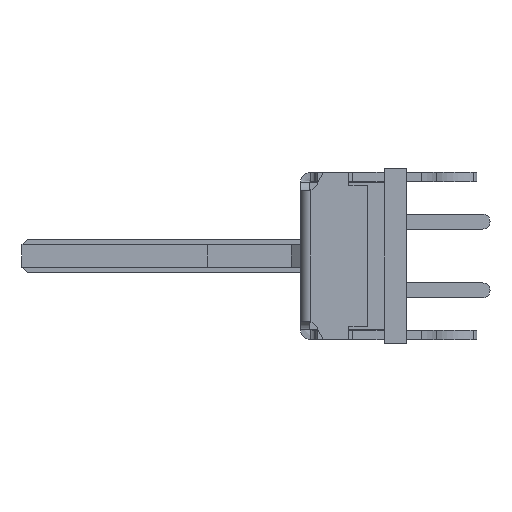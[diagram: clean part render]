
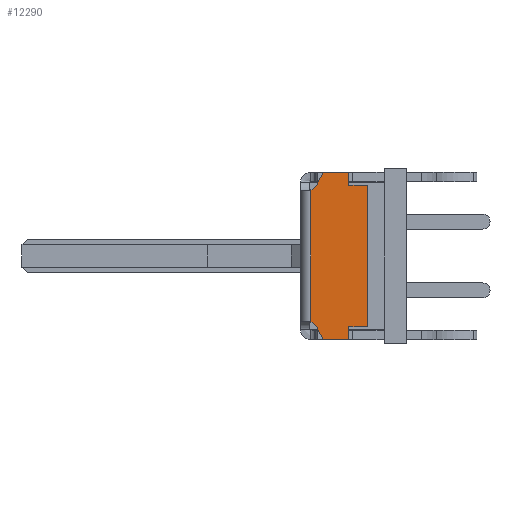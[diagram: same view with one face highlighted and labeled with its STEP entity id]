
A CAD part, left-side view. The second image highlights one B-rep face of the part: STEP entity #12290.
In plain terms, the highlighted planar face has unit normal (-1, 0, 0).
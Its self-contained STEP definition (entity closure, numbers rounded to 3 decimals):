
#35 = CARTESIAN_POINT ( 'NONE',  ( -37.5, 3.9, -4.5 ) ) ;
#165 = ORIENTED_EDGE ( 'NONE', *, *, #1408, .F. ) ;
#239 = VECTOR ( 'NONE', #8263, 1000. ) ;
#259 = ORIENTED_EDGE ( 'NONE', *, *, #1092, .F. ) ;
#342 = VERTEX_POINT ( 'NONE', #12934 ) ;
#415 = EDGE_CURVE ( 'NONE', #569, #10262, #3607, .T. ) ;
#422 = CARTESIAN_POINT ( 'NONE',  ( -37.5, 4.726, -4.726 ) ) ;
#426 = CARTESIAN_POINT ( 'NONE',  ( -37.5, 6.221, 4.15 ) ) ;
#485 = CARTESIAN_POINT ( 'NONE',  ( -37.5, 2.9, 0. ) ) ;
#569 = VERTEX_POINT ( 'NONE', #2778 ) ;
#858 = ORIENTED_EDGE ( 'NONE', *, *, #1824, .T. ) ;
#863 = CARTESIAN_POINT ( 'NONE',  ( -37.5, 2.9, -3.8 ) ) ;
#972 = LINE ( 'NONE', #2313, #10459 ) ;
#981 = VERTEX_POINT ( 'NONE', #13761 ) ;
#1092 = EDGE_CURVE ( 'NONE', #11595, #2357, #9392, .T. ) ;
#1246 = VECTOR ( 'NONE', #9534, 1000. ) ;
#1266 = CARTESIAN_POINT ( 'NONE',  ( -37.5, 3.9, -3.8 ) ) ;
#1299 = DIRECTION ( 'NONE',  ( 1., 0., 0. ) ) ;
#1387 = CARTESIAN_POINT ( 'NONE',  ( -37.5, 5.569, 3.929 ) ) ;
#1408 = EDGE_CURVE ( 'NONE', #342, #4403, #10580, .T. ) ;
#1673 = CARTESIAN_POINT ( 'NONE',  ( -37.5, 3.9, 3.8 ) ) ;
#1824 = EDGE_CURVE ( 'NONE', #3631, #7370, #8515, .T. ) ;
#2313 = CARTESIAN_POINT ( 'NONE',  ( -37.5, 4.726, 4.726 ) ) ;
#2357 = VERTEX_POINT ( 'NONE', #4960 ) ;
#2466 = EDGE_CURVE ( 'NONE', #342, #8047, #3858, .T. ) ;
#2507 = CARTESIAN_POINT ( 'NONE',  ( -37.5, 5.95, 3.559 ) ) ;
#2710 = VERTEX_POINT ( 'NONE', #4506 ) ;
#2722 = EDGE_CURVE ( 'NONE', #981, #4403, #6643, .T. ) ;
#2726 = AXIS2_PLACEMENT_3D ( 'NONE', #11393, #5090, #9403 ) ;
#2764 = ORIENTED_EDGE ( 'NONE', *, *, #4948, .T. ) ;
#2778 = CARTESIAN_POINT ( 'NONE',  ( -37.5, 5.691, -3.761 ) ) ;
#2780 = ORIENTED_EDGE ( 'NONE', *, *, #415, .T. ) ;
#2879 = EDGE_CURVE ( 'NONE', #2974, #10262, #11946, .T. ) ;
#2974 = VERTEX_POINT ( 'NONE', #4642 ) ;
#2976 = ORIENTED_EDGE ( 'NONE', *, *, #2879, .F. ) ;
#3304 = DIRECTION ( 'NONE',  ( 0., -1., 0. ) ) ;
#3491 = VECTOR ( 'NONE', #12976, 1000. ) ;
#3607 = CIRCLE ( 'NONE', #12177, 0.65 ) ;
#3631 = VERTEX_POINT ( 'NONE', #1387 ) ;
#3858 = CIRCLE ( 'NONE', #2726, 0.65 ) ;
#4024 = CARTESIAN_POINT ( 'NONE',  ( -37.5, 3.9, 4.5 ) ) ;
#4102 = CARTESIAN_POINT ( 'NONE',  ( -37.5, 5.283, 4.5 ) ) ;
#4293 = EDGE_LOOP ( 'NONE', ( #2976, #12660, #11883, #5552, #5655, #11455, #11115, #259, #11958, #858, #12242, #12605, #165, #5241, #2764, #2780 ) ) ;
#4309 = CARTESIAN_POINT ( 'NONE',  ( -37.5, 3.9, -4.5 ) ) ;
#4403 = VERTEX_POINT ( 'NONE', #2507 ) ;
#4465 = DIRECTION ( 'NONE',  ( 0., 1., 0. ) ) ;
#4506 = CARTESIAN_POINT ( 'NONE',  ( -37.5, 3.9, 3.8 ) ) ;
#4585 = EDGE_CURVE ( 'NONE', #2710, #10135, #8554, .T. ) ;
#4642 = CARTESIAN_POINT ( 'NONE',  ( -37.5, 5.283, -4.5 ) ) ;
#4718 = LINE ( 'NONE', #422, #5850 ) ;
#4765 = EDGE_CURVE ( 'NONE', #3631, #11595, #13563, .T. ) ;
#4848 = VERTEX_POINT ( 'NONE', #8322 ) ;
#4948 = EDGE_CURVE ( 'NONE', #8047, #569, #4718, .T. ) ;
#4960 = CARTESIAN_POINT ( 'NONE',  ( -37.5, 3.9, 4.5 ) ) ;
#5090 = DIRECTION ( 'NONE',  ( 1., 0., 0. ) ) ;
#5241 = ORIENTED_EDGE ( 'NONE', *, *, #2466, .T. ) ;
#5552 = ORIENTED_EDGE ( 'NONE', *, *, #7478, .F. ) ;
#5655 = ORIENTED_EDGE ( 'NONE', *, *, #8844, .F. ) ;
#5850 = VECTOR ( 'NONE', #12013, 1000. ) ;
#5897 = DIRECTION ( 'NONE',  ( 0., 0., -1. ) ) ;
#5986 = LINE ( 'NONE', #10296, #10640 ) ;
#6280 = CARTESIAN_POINT ( 'NONE',  ( -37.5, 5.283, -4.5 ) ) ;
#6334 = AXIS2_PLACEMENT_3D ( 'NONE', #11854, #7658, #3304 ) ;
#6359 = LINE ( 'NONE', #863, #1246 ) ;
#6395 = PLANE ( 'NONE',  #6334 ) ;
#6422 = CARTESIAN_POINT ( 'NONE',  ( -37.5, 5.95, 0. ) ) ;
#6643 = CIRCLE ( 'NONE', #12736, 0.65 ) ;
#6700 = DIRECTION ( 'NONE',  ( 1., 0., 0. ) ) ;
#6838 = DIRECTION ( 'NONE',  ( 0., 0., -1. ) ) ;
#7002 = CARTESIAN_POINT ( 'NONE',  ( -37.5, 5.283, 4.5 ) ) ;
#7008 = EDGE_CURVE ( 'NONE', #2357, #2710, #13311, .T. ) ;
#7032 = DIRECTION ( 'NONE',  ( 0., 0., -1. ) ) ;
#7370 = VERTEX_POINT ( 'NONE', #8265 ) ;
#7478 = EDGE_CURVE ( 'NONE', #4848, #10551, #6359, .T. ) ;
#7494 = EDGE_CURVE ( 'NONE', #10106, #2974, #9462, .T. ) ;
#7638 = CARTESIAN_POINT ( 'NONE',  ( -37.5, 2.9, 3.8 ) ) ;
#7658 = DIRECTION ( 'NONE',  ( -1., 0., 0. ) ) ;
#7672 = DIRECTION ( 'NONE',  ( 0., 0.707, -0.707 ) ) ;
#7882 = LINE ( 'NONE', #485, #9060 ) ;
#8047 = VERTEX_POINT ( 'NONE', #9065 ) ;
#8263 = DIRECTION ( 'NONE',  ( 0., -0.449, 0.894 ) ) ;
#8265 = CARTESIAN_POINT ( 'NONE',  ( -37.5, 5.691, 3.761 ) ) ;
#8322 = CARTESIAN_POINT ( 'NONE',  ( -37.5, 2.9, -3.8 ) ) ;
#8515 = CIRCLE ( 'NONE', #9645, 0.65 ) ;
#8554 = LINE ( 'NONE', #7638, #10839 ) ;
#8844 = EDGE_CURVE ( 'NONE', #10135, #4848, #7882, .T. ) ;
#8889 = DIRECTION ( 'NONE',  ( 0., 1., 0. ) ) ;
#8919 = CARTESIAN_POINT ( 'NONE',  ( -37.5, 6.15, -4.221 ) ) ;
#9060 = VECTOR ( 'NONE', #6838, 1000. ) ;
#9065 = CARTESIAN_POINT ( 'NONE',  ( -37.5, 5.761, -3.691 ) ) ;
#9392 = LINE ( 'NONE', #4024, #9967 ) ;
#9403 = DIRECTION ( 'NONE',  ( 0., 1., 0. ) ) ;
#9462 = LINE ( 'NONE', #4309, #10932 ) ;
#9478 = DIRECTION ( 'NONE',  ( 1., 0., 0. ) ) ;
#9534 = DIRECTION ( 'NONE',  ( 0., 1., 0. ) ) ;
#9625 = DIRECTION ( 'NONE',  ( 0., -1., 0. ) ) ;
#9645 = AXIS2_PLACEMENT_3D ( 'NONE', #13857, #9478, #11619 ) ;
#9722 = EDGE_CURVE ( 'NONE', #7370, #981, #972, .T. ) ;
#9967 = VECTOR ( 'NONE', #13905, 1000. ) ;
#10106 = VERTEX_POINT ( 'NONE', #35 ) ;
#10135 = VERTEX_POINT ( 'NONE', #10835 ) ;
#10262 = VERTEX_POINT ( 'NONE', #12535 ) ;
#10296 = CARTESIAN_POINT ( 'NONE',  ( -37.5, 3.9, -3.8 ) ) ;
#10459 = VECTOR ( 'NONE', #7672, 1000. ) ;
#10551 = VERTEX_POINT ( 'NONE', #1266 ) ;
#10580 = LINE ( 'NONE', #6422, #13233 ) ;
#10640 = VECTOR ( 'NONE', #5897, 1000. ) ;
#10835 = CARTESIAN_POINT ( 'NONE',  ( -37.5, 2.9, 3.8 ) ) ;
#10839 = VECTOR ( 'NONE', #9625, 1000. ) ;
#10932 = VECTOR ( 'NONE', #12586, 1000. ) ;
#11115 = ORIENTED_EDGE ( 'NONE', *, *, #7008, .F. ) ;
#11172 = VECTOR ( 'NONE', #7032, 1000. ) ;
#11393 = CARTESIAN_POINT ( 'NONE',  ( -37.5, 6.221, -4.15 ) ) ;
#11455 = ORIENTED_EDGE ( 'NONE', *, *, #4585, .F. ) ;
#11586 = DIRECTION ( 'NONE',  ( 0., 0., 1. ) ) ;
#11595 = VERTEX_POINT ( 'NONE', #4102 ) ;
#11619 = DIRECTION ( 'NONE',  ( 0., 1., 0. ) ) ;
#11854 = CARTESIAN_POINT ( 'NONE',  ( -37.5, 0., 0. ) ) ;
#11883 = ORIENTED_EDGE ( 'NONE', *, *, #13042, .F. ) ;
#11946 = LINE ( 'NONE', #6280, #3491 ) ;
#11958 = ORIENTED_EDGE ( 'NONE', *, *, #4765, .F. ) ;
#12013 = DIRECTION ( 'NONE',  ( 0., -0.707, -0.707 ) ) ;
#12177 = AXIS2_PLACEMENT_3D ( 'NONE', #8919, #1299, #4465 ) ;
#12242 = ORIENTED_EDGE ( 'NONE', *, *, #9722, .T. ) ;
#12290 = ADVANCED_FACE ( 'NONE', ( #13024 ), #6395, .T. ) ;
#12535 = CARTESIAN_POINT ( 'NONE',  ( -37.5, 5.569, -3.929 ) ) ;
#12586 = DIRECTION ( 'NONE',  ( 0., 1., 0. ) ) ;
#12605 = ORIENTED_EDGE ( 'NONE', *, *, #2722, .T. ) ;
#12660 = ORIENTED_EDGE ( 'NONE', *, *, #7494, .F. ) ;
#12736 = AXIS2_PLACEMENT_3D ( 'NONE', #426, #6700, #8889 ) ;
#12934 = CARTESIAN_POINT ( 'NONE',  ( -37.5, 5.95, -3.559 ) ) ;
#12976 = DIRECTION ( 'NONE',  ( 0., 0.449, 0.894 ) ) ;
#13024 = FACE_OUTER_BOUND ( 'NONE', #4293, .T. ) ;
#13042 = EDGE_CURVE ( 'NONE', #10551, #10106, #5986, .T. ) ;
#13233 = VECTOR ( 'NONE', #11586, 1000. ) ;
#13311 = LINE ( 'NONE', #1673, #11172 ) ;
#13563 = LINE ( 'NONE', #7002, #239 ) ;
#13761 = CARTESIAN_POINT ( 'NONE',  ( -37.5, 5.761, 3.691 ) ) ;
#13857 = CARTESIAN_POINT ( 'NONE',  ( -37.5, 6.15, 4.221 ) ) ;
#13905 = DIRECTION ( 'NONE',  ( 0., -1., 0. ) ) ;
